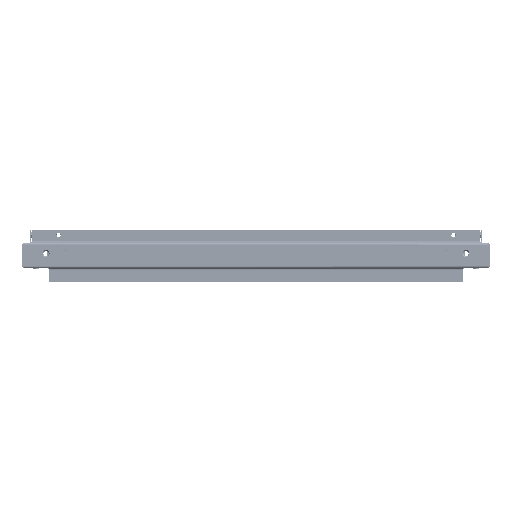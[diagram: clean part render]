
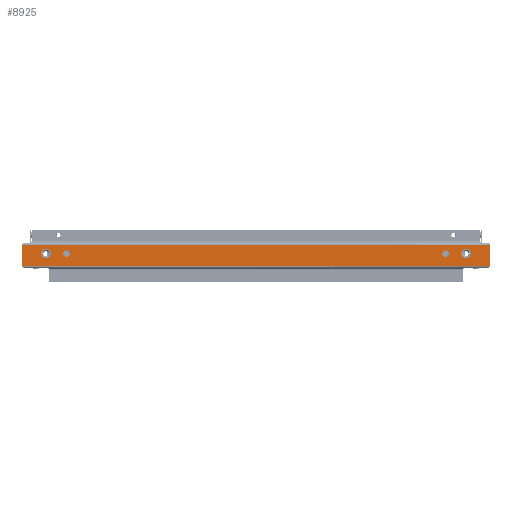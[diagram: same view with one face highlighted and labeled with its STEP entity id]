
A CAD part, front view. The second image highlights one B-rep face of the part: STEP entity #8925.
In plain terms, the highlighted face is planar.
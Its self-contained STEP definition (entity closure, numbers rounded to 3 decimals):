
#252 = DIRECTION ( 'NONE',  ( 0., 0., -1. ) ) ;
#571 = DIRECTION ( 'NONE',  ( 1., 0., 0. ) ) ;
#732 = FACE_BOUND ( 'NONE', #50229, .T. ) ;
#1096 = LINE ( 'NONE', #7375, #9447 ) ;
#1503 = EDGE_CURVE ( 'NONE', #36149, #58244, #44383, .T. ) ;
#1597 = CARTESIAN_POINT ( 'NONE',  ( 330., -3.319, 0. ) ) ;
#2417 = LINE ( 'NONE', #17308, #4950 ) ;
#2539 = EDGE_CURVE ( 'NONE', #32002, #31701, #64661, .T. ) ;
#2959 = CIRCLE ( 'NONE', #27282, 5.5 ) ;
#3214 = DIRECTION ( 'NONE',  ( 0., 0., -1. ) ) ;
#3643 = CARTESIAN_POINT ( 'NONE',  ( 400., 18., 0. ) ) ;
#4081 = CARTESIAN_POINT ( 'NONE',  ( -400., -18., 0. ) ) ;
#4547 = LINE ( 'NONE', #10502, #8222 ) ;
#4765 = VERTEX_POINT ( 'NONE', #12955 ) ;
#4810 = CARTESIAN_POINT ( 'NONE',  ( -324.5, -3.319, 0. ) ) ;
#4828 = ORIENTED_EDGE ( 'NONE', *, *, #5205, .T. ) ;
#4950 = VECTOR ( 'NONE', #27558, 1000. ) ;
#5083 = CARTESIAN_POINT ( 'NONE',  ( 400., 18., 0. ) ) ;
#5205 = EDGE_CURVE ( 'NONE', #4765, #6432, #24935, .T. ) ;
#5456 = DIRECTION ( 'NONE',  ( 0., 0., 1. ) ) ;
#6072 = DIRECTION ( 'NONE',  ( 0., 1., 0. ) ) ;
#6272 = CIRCLE ( 'NONE', #36938, 5.5 ) ;
#6345 = CARTESIAN_POINT ( 'NONE',  ( -319., -3.319, 0. ) ) ;
#6432 = VERTEX_POINT ( 'NONE', #51449 ) ;
#6675 = AXIS2_PLACEMENT_3D ( 'NONE', #41741, #57319, #25852 ) ;
#7311 = DIRECTION ( 'NONE',  ( -1., 0., 0. ) ) ;
#7375 = CARTESIAN_POINT ( 'NONE',  ( 400., -22., 0. ) ) ;
#7521 = DIRECTION ( 'NONE',  ( -1., 0., 0. ) ) ;
#8123 = ORIENTED_EDGE ( 'NONE', *, *, #20589, .T. ) ;
#8222 = VECTOR ( 'NONE', #30350, 1000. ) ;
#8757 = ORIENTED_EDGE ( 'NONE', *, *, #29553, .T. ) ;
#8925 = ADVANCED_FACE ( 'NONE', ( #30821, #46090, #732, #11634, #20902 ), #41121, .F. ) ;
#9069 = DIRECTION ( 'NONE',  ( 1., 0., 0. ) ) ;
#9447 = VECTOR ( 'NONE', #6072, 1000. ) ;
#9540 = AXIS2_PLACEMENT_3D ( 'NONE', #35340, #252, #40965 ) ;
#9990 = CARTESIAN_POINT ( 'NONE',  ( -351.5, -3.319, 0. ) ) ;
#10502 = CARTESIAN_POINT ( 'NONE',  ( -400., -18., 0. ) ) ;
#10910 = CIRCLE ( 'NONE', #6675, 8. ) ;
#11634 = FACE_BOUND ( 'NONE', #51138, .T. ) ;
#11713 = VECTOR ( 'NONE', #14583, 1000. ) ;
#11914 = EDGE_CURVE ( 'NONE', #50693, #17783, #36928, .T. ) ;
#12149 = ORIENTED_EDGE ( 'NONE', *, *, #63316, .T. ) ;
#12394 = VERTEX_POINT ( 'NONE', #50679 ) ;
#12955 = CARTESIAN_POINT ( 'NONE',  ( 398., 18., 0. ) ) ;
#12987 = EDGE_CURVE ( 'NONE', #39473, #4765, #33908, .T. ) ;
#13408 = DIRECTION ( 'NONE',  ( -1., 0., 0. ) ) ;
#13461 = ORIENTED_EDGE ( 'NONE', *, *, #63045, .T. ) ;
#14308 = CIRCLE ( 'NONE', #55602, 5.5 ) ;
#14523 = VERTEX_POINT ( 'NONE', #37759 ) ;
#14583 = DIRECTION ( 'NONE',  ( 1., 0., 0. ) ) ;
#15109 = VECTOR ( 'NONE', #19269, 1000. ) ;
#15330 = DIRECTION ( 'NONE',  ( -1., 0., 0. ) ) ;
#15538 = EDGE_LOOP ( 'NONE', ( #65404, #13461 ) ) ;
#15926 = DIRECTION ( 'NONE',  ( -1., 0., 0. ) ) ;
#17308 = CARTESIAN_POINT ( 'NONE',  ( -400., -22., 0. ) ) ;
#17783 = VERTEX_POINT ( 'NONE', #43073 ) ;
#17964 = CIRCLE ( 'NONE', #9540, 5.5 ) ;
#18552 = ORIENTED_EDGE ( 'NONE', *, *, #29783, .T. ) ;
#19269 = DIRECTION ( 'NONE',  ( 1., 0., 0. ) ) ;
#20589 = EDGE_CURVE ( 'NONE', #43050, #36149, #49444, .T. ) ;
#20853 = ORIENTED_EDGE ( 'NONE', *, *, #11914, .F. ) ;
#20902 = FACE_OUTER_BOUND ( 'NONE', #43946, .T. ) ;
#24572 = CARTESIAN_POINT ( 'NONE',  ( 324.5, -3.319, 0. ) ) ;
#24896 = ORIENTED_EDGE ( 'NONE', *, *, #48029, .F. ) ;
#24935 = LINE ( 'NONE', #5083, #63162 ) ;
#25270 = ORIENTED_EDGE ( 'NONE', *, *, #35955, .T. ) ;
#25852 = DIRECTION ( 'NONE',  ( -1., 0., 0. ) ) ;
#26966 = DIRECTION ( 'NONE',  ( 1., 0., 0. ) ) ;
#27282 = AXIS2_PLACEMENT_3D ( 'NONE', #51877, #45923, #571 ) ;
#27558 = DIRECTION ( 'NONE',  ( 0., -1., 0. ) ) ;
#29553 = EDGE_CURVE ( 'NONE', #37956, #30377, #6272, .T. ) ;
#29560 = DIRECTION ( 'NONE',  ( 0., 0., 1. ) ) ;
#29783 = EDGE_CURVE ( 'NONE', #58244, #39473, #1096, .T. ) ;
#30350 = DIRECTION ( 'NONE',  ( 1., 0., 0. ) ) ;
#30377 = VERTEX_POINT ( 'NONE', #1597 ) ;
#30821 = FACE_BOUND ( 'NONE', #15538, .T. ) ;
#31485 = CARTESIAN_POINT ( 'NONE',  ( 0., 0., 0. ) ) ;
#31701 = VERTEX_POINT ( 'NONE', #37353 ) ;
#31757 = CARTESIAN_POINT ( 'NONE',  ( -397.935, -18., 0. ) ) ;
#32002 = VERTEX_POINT ( 'NONE', #62058 ) ;
#32069 = EDGE_CURVE ( 'NONE', #46901, #14523, #2417, .T. ) ;
#33158 = EDGE_CURVE ( 'NONE', #14523, #43050, #4547, .T. ) ;
#33356 = EDGE_CURVE ( 'NONE', #64395, #12394, #2959, .T. ) ;
#33395 = CARTESIAN_POINT ( 'NONE',  ( 319., -3.319, 0. ) ) ;
#33908 = LINE ( 'NONE', #63108, #52907 ) ;
#34201 = DIRECTION ( 'NONE',  ( -1., 0., 0. ) ) ;
#34839 = CARTESIAN_POINT ( 'NONE',  ( -400., 18., 0. ) ) ;
#35340 = CARTESIAN_POINT ( 'NONE',  ( 324.5, -3.319, 0. ) ) ;
#35955 = EDGE_CURVE ( 'NONE', #30377, #37956, #17964, .T. ) ;
#36135 = DIRECTION ( 'NONE',  ( 0., 0., -1. ) ) ;
#36149 = VERTEX_POINT ( 'NONE', #63465 ) ;
#36928 = CIRCLE ( 'NONE', #60212, 8. ) ;
#36938 = AXIS2_PLACEMENT_3D ( 'NONE', #24572, #65341, #34201 ) ;
#37353 = CARTESIAN_POINT ( 'NONE',  ( 351.5, -3.319, 0. ) ) ;
#37759 = CARTESIAN_POINT ( 'NONE',  ( -400., -18., 0. ) ) ;
#37956 = VERTEX_POINT ( 'NONE', #33395 ) ;
#38528 = CARTESIAN_POINT ( 'NONE',  ( -359.5, -3.319, 0. ) ) ;
#39070 = ORIENTED_EDGE ( 'NONE', *, *, #12987, .T. ) ;
#39473 = VERTEX_POINT ( 'NONE', #55423 ) ;
#39578 = DIRECTION ( 'NONE',  ( 1., 0., 0. ) ) ;
#40965 = DIRECTION ( 'NONE',  ( -1., 0., 0. ) ) ;
#41121 = PLANE ( 'NONE',  #44623 ) ;
#41581 = VECTOR ( 'NONE', #7311, 1000. ) ;
#41741 = CARTESIAN_POINT ( 'NONE',  ( 359.5, -3.319, 0. ) ) ;
#42077 = ORIENTED_EDGE ( 'NONE', *, *, #59130, .F. ) ;
#43050 = VERTEX_POINT ( 'NONE', #31757 ) ;
#43073 = CARTESIAN_POINT ( 'NONE',  ( -367.5, -3.319, 0. ) ) ;
#43568 = CARTESIAN_POINT ( 'NONE',  ( 400., -18., 0. ) ) ;
#43946 = EDGE_LOOP ( 'NONE', ( #61297, #8123, #48365, #18552, #39070, #4828, #12149, #53356 ) ) ;
#44018 = LINE ( 'NONE', #3643, #41581 ) ;
#44383 = LINE ( 'NONE', #49048, #11713 ) ;
#44623 = AXIS2_PLACEMENT_3D ( 'NONE', #31485, #36135, #15926 ) ;
#45597 = AXIS2_PLACEMENT_3D ( 'NONE', #48575, #3214, #7521 ) ;
#45923 = DIRECTION ( 'NONE',  ( 0., 0., 1. ) ) ;
#46090 = FACE_BOUND ( 'NONE', #60668, .T. ) ;
#46901 = VERTEX_POINT ( 'NONE', #34839 ) ;
#48029 = EDGE_CURVE ( 'NONE', #12394, #64395, #14308, .T. ) ;
#48365 = ORIENTED_EDGE ( 'NONE', *, *, #1503, .T. ) ;
#48575 = CARTESIAN_POINT ( 'NONE',  ( 359.5, -3.319, 0. ) ) ;
#49048 = CARTESIAN_POINT ( 'NONE',  ( -400., -18., 0. ) ) ;
#49444 = LINE ( 'NONE', #4081, #15109 ) ;
#50229 = EDGE_LOOP ( 'NONE', ( #20853, #42077 ) ) ;
#50679 = CARTESIAN_POINT ( 'NONE',  ( -330., -3.319, 0. ) ) ;
#50693 = VERTEX_POINT ( 'NONE', #9990 ) ;
#51138 = EDGE_LOOP ( 'NONE', ( #51719, #24896 ) ) ;
#51449 = CARTESIAN_POINT ( 'NONE',  ( -398., 18., 0. ) ) ;
#51719 = ORIENTED_EDGE ( 'NONE', *, *, #33356, .F. ) ;
#51834 = DIRECTION ( 'NONE',  ( 0., 0., 1. ) ) ;
#51877 = CARTESIAN_POINT ( 'NONE',  ( -324.5, -3.319, 0. ) ) ;
#52907 = VECTOR ( 'NONE', #13408, 1000. ) ;
#53356 = ORIENTED_EDGE ( 'NONE', *, *, #32069, .T. ) ;
#55140 = CIRCLE ( 'NONE', #63613, 8. ) ;
#55423 = CARTESIAN_POINT ( 'NONE',  ( 400., 18., 0. ) ) ;
#55602 = AXIS2_PLACEMENT_3D ( 'NONE', #4810, #5456, #39578 ) ;
#56803 = CARTESIAN_POINT ( 'NONE',  ( -359.5, -3.319, 0. ) ) ;
#57319 = DIRECTION ( 'NONE',  ( 0., 0., -1. ) ) ;
#58244 = VERTEX_POINT ( 'NONE', #43568 ) ;
#59130 = EDGE_CURVE ( 'NONE', #17783, #50693, #55140, .T. ) ;
#60212 = AXIS2_PLACEMENT_3D ( 'NONE', #38528, #29560, #9069 ) ;
#60668 = EDGE_LOOP ( 'NONE', ( #25270, #8757 ) ) ;
#61297 = ORIENTED_EDGE ( 'NONE', *, *, #33158, .T. ) ;
#62058 = CARTESIAN_POINT ( 'NONE',  ( 367.5, -3.319, 0. ) ) ;
#63045 = EDGE_CURVE ( 'NONE', #31701, #32002, #10910, .T. ) ;
#63108 = CARTESIAN_POINT ( 'NONE',  ( 400., 18., 0. ) ) ;
#63162 = VECTOR ( 'NONE', #15330, 1000. ) ;
#63316 = EDGE_CURVE ( 'NONE', #6432, #46901, #44018, .T. ) ;
#63465 = CARTESIAN_POINT ( 'NONE',  ( 397.935, -18., 0. ) ) ;
#63613 = AXIS2_PLACEMENT_3D ( 'NONE', #56803, #51834, #26966 ) ;
#64395 = VERTEX_POINT ( 'NONE', #6345 ) ;
#64661 = CIRCLE ( 'NONE', #45597, 8. ) ;
#65341 = DIRECTION ( 'NONE',  ( 0., 0., -1. ) ) ;
#65404 = ORIENTED_EDGE ( 'NONE', *, *, #2539, .T. ) ;
